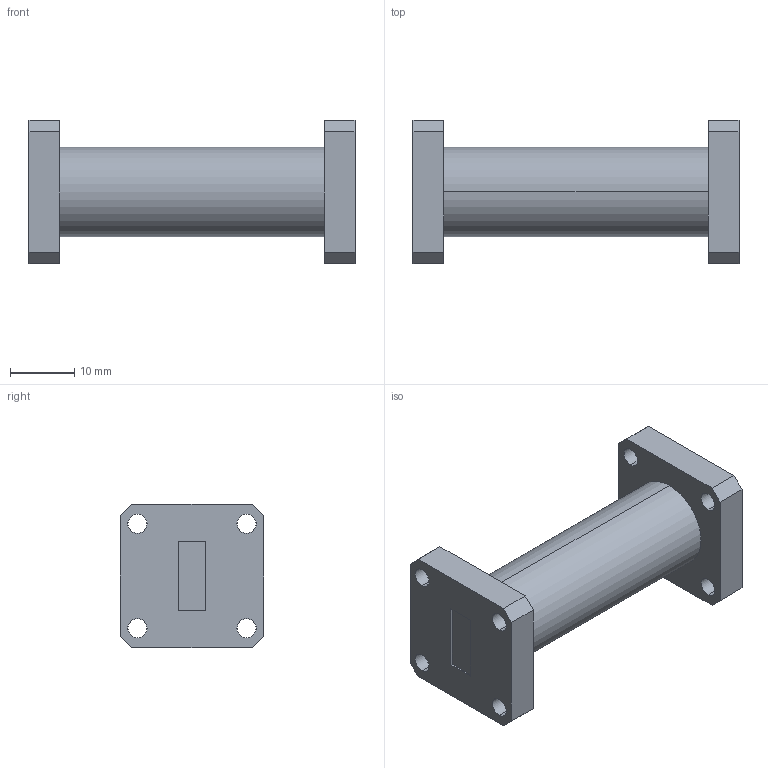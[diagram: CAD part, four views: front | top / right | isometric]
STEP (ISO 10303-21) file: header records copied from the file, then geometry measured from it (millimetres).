
FILE_DESCRIPTION (( 'STEP AP203' ), '1' );
FILE_NAME ('SWT-4234-LA.STEP', '2019-06-05T23:52:34', ( '' ), ( '' ), 'SwSTEP 2.0', 'SolidWorks 2016', '' );
FILE_SCHEMA (( 'CONFIG_CONTROL_DESIGN' ));
Length unit declared in the file: inch
Products named in the file (1): SWT-4234-LA
Bounding box: 50.8 x 22.35 x 22.35 mm (x, y, z)
Volume: 10779.4 mm3; surface area: 4558.9 mm2
Topology: 1 solids, 1 shells, 48 faces, 126 edges, 84 vertices
Faces by surface type: plane 30, cylinder 18
Entity records: 1597 total; most frequent: DIRECTION 260, CARTESIAN_POINT 259, ORIENTED_EDGE 252, EDGE_CURVE 126, LINE 90, VECTOR 90, AXIS2_PLACEMENT_3D 85, VERTEX_POINT 84
